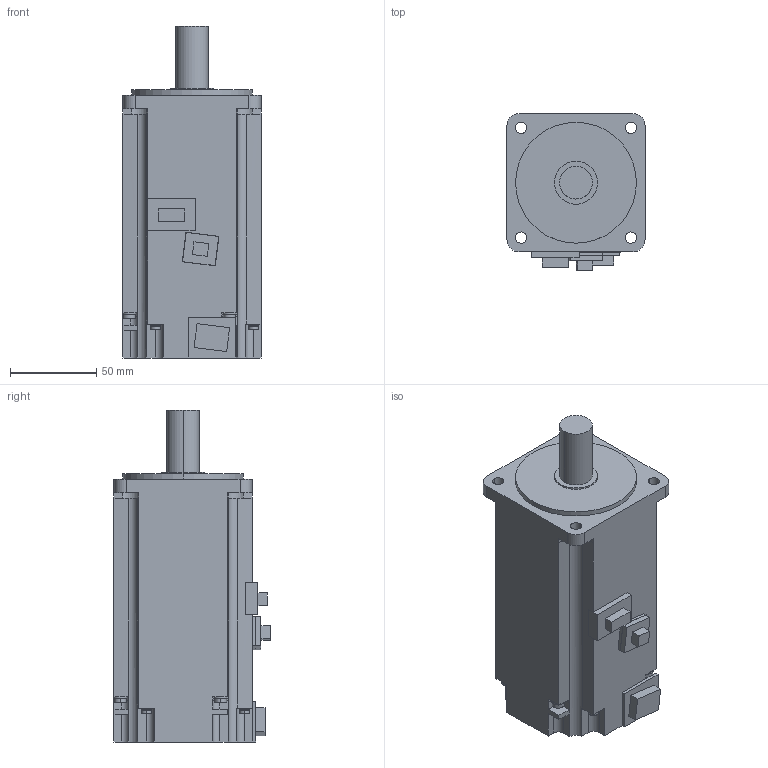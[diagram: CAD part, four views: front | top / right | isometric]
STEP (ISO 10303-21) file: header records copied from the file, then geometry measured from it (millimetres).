
FILE_DESCRIPTION((''),'2;1');
FILE_NAME('HG-KR73B_','2011-09-26T',('FJ93736'),(''),'PRO/ENGINEER BY PARAMETRIC TECHNOLOGY CORPORATION, 2009400','PRO/ENGINEER BY PARAMETRIC TECHNOLOGY CORPORATION, 2009400','');
FILE_SCHEMA(('CONFIG_CONTROL_DESIGN'));
Length unit declared in the file: millimetre
Products named in the file (1): HG-KR73B_
Bounding box: 80.44 x 90.82 x 192.3 mm (x, y, z)
Volume: 884524.1 mm3; surface area: 65364.8 mm2
Topology: 1 solids, 1 shells, 223 faces, 597 edges, 400 vertices
Faces by surface type: plane 126, cylinder 97
Entity records: 7096 total; most frequent: DIRECTION 1266, CARTESIAN_POINT 1220, ORIENTED_EDGE 1194, EDGE_CURVE 597, AXIS2_PLACEMENT_3D 446, VERTEX_POINT 400, VECTOR 374, LINE 374
